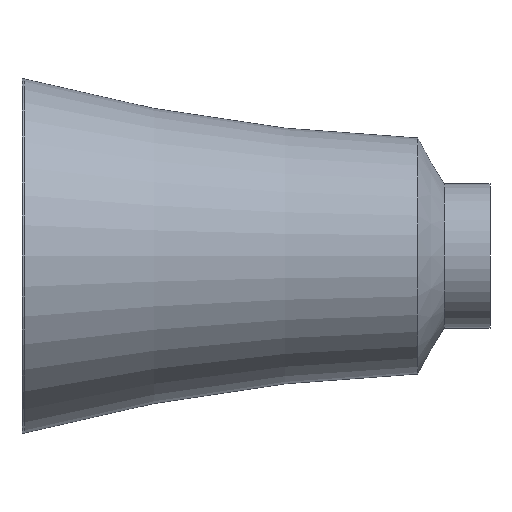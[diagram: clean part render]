
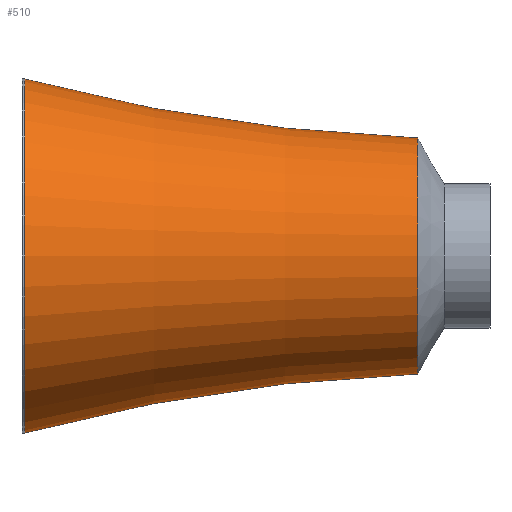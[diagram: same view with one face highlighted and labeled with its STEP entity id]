
A CAD part, left-side view. The second image highlights one B-rep face of the part: STEP entity #510.
In plain terms, the highlighted toroidal (fillet/blend) face has major radius 287.822 mm and minor radius 270 mm.
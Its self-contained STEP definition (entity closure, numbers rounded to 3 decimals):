
#13=TOROIDAL_SURFACE('',#581,287.822,270.);
#64=FACE_OUTER_BOUND('',#99,.T.);
#99=EDGE_LOOP('',(#436,#437,#438,#439,#440,#441,#442));
#127=CIRCLE('',#569,18.);
#128=CIRCLE('',#570,18.);
#134=CIRCLE('',#578,27.);
#135=CIRCLE('',#579,27.);
#136=CIRCLE('',#580,27.);
#137=CIRCLE('',#582,270.);
#230=VERTEX_POINT('',#1971);
#231=VERTEX_POINT('',#1972);
#237=VERTEX_POINT('',#1987);
#238=VERTEX_POINT('',#1988);
#239=VERTEX_POINT('',#1990);
#299=EDGE_CURVE('',#230,#231,#127,.T.);
#300=EDGE_CURVE('',#231,#230,#128,.T.);
#306=EDGE_CURVE('',#237,#238,#134,.T.);
#307=EDGE_CURVE('',#239,#237,#135,.T.);
#309=EDGE_CURVE('',#238,#239,#136,.T.);
#310=EDGE_CURVE('',#238,#231,#137,.T.);
#436=ORIENTED_EDGE('',*,*,#306,.T.);
#437=ORIENTED_EDGE('',*,*,#310,.T.);
#438=ORIENTED_EDGE('',*,*,#299,.F.);
#439=ORIENTED_EDGE('',*,*,#300,.F.);
#440=ORIENTED_EDGE('',*,*,#310,.F.);
#441=ORIENTED_EDGE('',*,*,#309,.T.);
#442=ORIENTED_EDGE('',*,*,#307,.T.);
#510=ADVANCED_FACE('',(#64),#13,.F.);
#569=AXIS2_PLACEMENT_3D('',#1973,#689,#690);
#570=AXIS2_PLACEMENT_3D('',#1974,#691,#692);
#578=AXIS2_PLACEMENT_3D('',#1989,#707,#708);
#579=AXIS2_PLACEMENT_3D('',#1991,#709,#710);
#580=AXIS2_PLACEMENT_3D('',#1993,#712,#713);
#581=AXIS2_PLACEMENT_3D('',#1994,#714,#715);
#582=AXIS2_PLACEMENT_3D('',#1995,#716,#717);
#689=DIRECTION('center_axis',(0.,-1.,0.));
#690=DIRECTION('ref_axis',(1.,0.,0.));
#691=DIRECTION('center_axis',(0.,-1.,0.));
#692=DIRECTION('ref_axis',(1.,0.,0.));
#707=DIRECTION('center_axis',(0.,-1.,0.));
#708=DIRECTION('ref_axis',(1.,0.,0.));
#709=DIRECTION('center_axis',(0.,-1.,0.));
#710=DIRECTION('ref_axis',(1.,0.,0.));
#712=DIRECTION('center_axis',(0.,-1.,0.));
#713=DIRECTION('ref_axis',(1.,0.,0.));
#714=DIRECTION('center_axis',(0.,-1.,0.));
#715=DIRECTION('ref_axis',(0.,0.,-1.));
#716=DIRECTION('center_axis',(-1.,0.,0.));
#717=DIRECTION('ref_axis',(0.,0.,1.));
#1971=CARTESIAN_POINT('',(18.,27.,0.));
#1972=CARTESIAN_POINT('',(0.,27.,18.));
#1973=CARTESIAN_POINT('Origin',(0.,27.,0.));
#1974=CARTESIAN_POINT('Origin',(0.,27.,0.));
#1987=CARTESIAN_POINT('',(27.,87.,0.));
#1988=CARTESIAN_POINT('',(0.,87.,27.));
#1989=CARTESIAN_POINT('Origin',(0.,87.,0.));
#1990=CARTESIAN_POINT('',(-27.,87.,0.));
#1991=CARTESIAN_POINT('Origin',(0.,87.,0.));
#1993=CARTESIAN_POINT('Origin',(0.,87.,0.));
#1994=CARTESIAN_POINT('Origin',(0.,17.202,0.));
#1995=CARTESIAN_POINT('Origin',(0.,17.202,287.822));
